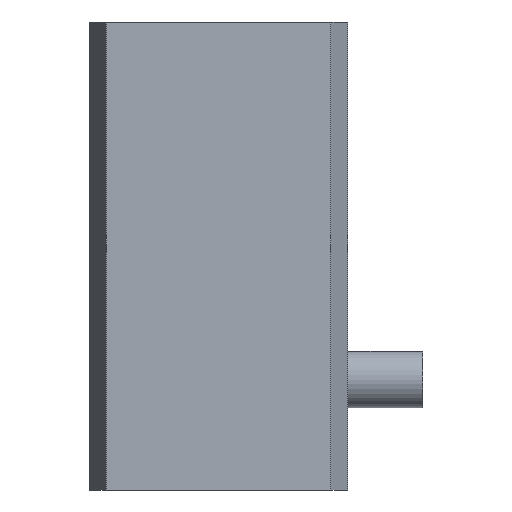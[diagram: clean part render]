
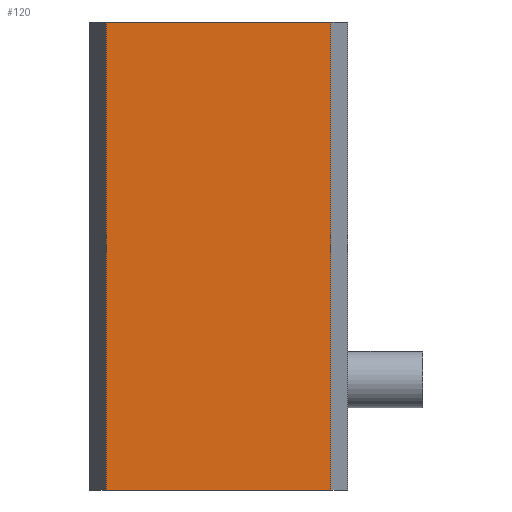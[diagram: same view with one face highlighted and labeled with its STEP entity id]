
A CAD part, front view. The second image highlights one B-rep face of the part: STEP entity #120.
In plain terms, the highlighted planar face has unit normal (0, -1, 0).
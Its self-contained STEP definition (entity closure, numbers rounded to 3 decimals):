
#120=ADVANCED_FACE('',(#223),#224,.T.);
#223=FACE_OUTER_BOUND('',#329,.T.);
#224=PLANE('',#330);
#329=EDGE_LOOP('',(#686,#687,#688,#689));
#330=AXIS2_PLACEMENT_3D('',#690,#691,#692);
#686=ORIENTED_EDGE('',*,*,#836,.T.);
#687=ORIENTED_EDGE('',*,*,#837,.F.);
#688=ORIENTED_EDGE('',*,*,#838,.F.);
#689=ORIENTED_EDGE('',*,*,#834,.T.);
#690=CARTESIAN_POINT('',(0.0,0.0,-25.0));
#691=DIRECTION('',(0.0,-1.0,0.0));
#692=DIRECTION('',(1.0,0.0,0.0));
#834=EDGE_CURVE('',#1028,#1026,#1029,.T.);
#836=EDGE_CURVE('',#1026,#1031,#1032,.T.);
#837=EDGE_CURVE('',#1033,#1031,#1034,.T.);
#838=EDGE_CURVE('',#1028,#1033,#1035,.T.);
#1026=VERTEX_POINT('',#1349);
#1028=VERTEX_POINT('',#1352);
#1029=LINE('',#1353,#1354);
#1031=VERTEX_POINT('',#1357);
#1032=LINE('',#1358,#1359);
#1033=VERTEX_POINT('',#1360);
#1034=LINE('',#1361,#1362);
#1035=LINE('',#1363,#1364);
#1349=CARTESIAN_POINT('',(6.0,0.0,0.0));
#1352=CARTESIAN_POINT('',(6.0,0.0,-25.0));
#1353=CARTESIAN_POINT('',(6.0,0.0,-25.0));
#1354=VECTOR('',#1541,1.0);
#1357=CARTESIAN_POINT('',(-6.0,0.0,0.0));
#1358=CARTESIAN_POINT('',(6.0,0.0,0.0));
#1359=VECTOR('',#1543,1.0);
#1360=CARTESIAN_POINT('',(-6.0,0.0,-25.0));
#1361=CARTESIAN_POINT('',(-6.0,0.0,-25.0));
#1362=VECTOR('',#1544,1.0);
#1363=CARTESIAN_POINT('',(6.0,0.0,-25.0));
#1364=VECTOR('',#1545,1.0);
#1541=DIRECTION('',(0.0,0.0,1.0));
#1543=DIRECTION('',(-1.0,0.0,0.0));
#1544=DIRECTION('',(0.0,0.0,1.0));
#1545=DIRECTION('',(-1.0,0.0,0.0));
